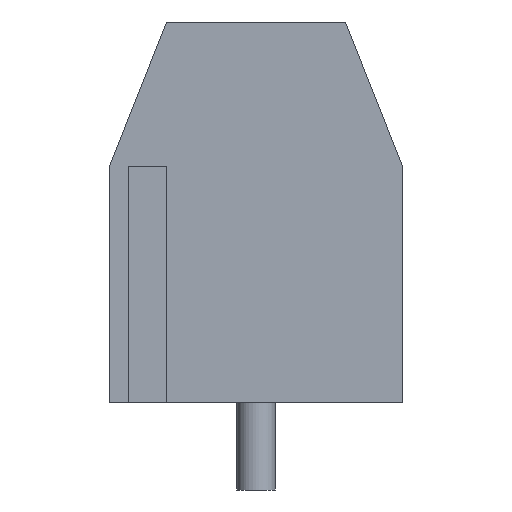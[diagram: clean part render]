
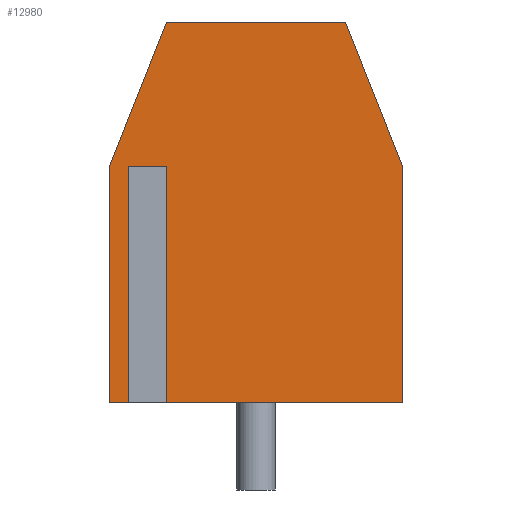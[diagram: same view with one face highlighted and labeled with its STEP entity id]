
A CAD part, left-side view. The second image highlights one B-rep face of the part: STEP entity #12980.
In plain terms, the highlighted planar face has unit normal (-1, 0, 0).
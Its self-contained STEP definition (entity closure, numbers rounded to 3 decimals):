
#10666 = VECTOR ( 'NONE', #11185, 1000. ) ;
#11018 = CARTESIAN_POINT ( 'NONE',  ( -2.5, 3.85, 6.2 ) ) ;
#11019 = DIRECTION ( 'NONE',  ( 0., 0., 1. ) ) ;
#11020 = VECTOR ( 'NONE', #11019, 1000. ) ;
#11021 = CARTESIAN_POINT ( 'NONE',  ( -2.5, 3.85, 0. ) ) ;
#11022 = LINE ( 'NONE', #11021, #11020 ) ;
#11038 = DIRECTION ( 'NONE',  ( 0., 0., 1. ) ) ;
#11039 = DIRECTION ( 'NONE',  ( -1., 0., 0. ) ) ;
#11040 = CARTESIAN_POINT ( 'NONE',  ( -2.5, -3.85, 0. ) ) ;
#11041 = AXIS2_PLACEMENT_3D ( 'NONE', #11040, #11039, #11038 ) ;
#11042 = PLANE ( 'NONE',  #11041 ) ;
#11057 = FACE_OUTER_BOUND ( 'NONE', #12981, .T. ) ;
#11079 = CARTESIAN_POINT ( 'NONE',  ( -2.5, 3.85, 0. ) ) ;
#11080 = DIRECTION ( 'NONE',  ( 0., -1., 0. ) ) ;
#11081 = VECTOR ( 'NONE', #11080, 1000. ) ;
#11082 = CARTESIAN_POINT ( 'NONE',  ( -2.5, -3.85, 0. ) ) ;
#11083 = LINE ( 'NONE', #11082, #11081 ) ;
#11084 = CARTESIAN_POINT ( 'NONE',  ( -2.5, 3.35, 0. ) ) ;
#11094 = CARTESIAN_POINT ( 'NONE',  ( -2.5, 3.35, 6.2 ) ) ;
#11095 = DIRECTION ( 'NONE',  ( 0., 0., 1. ) ) ;
#11096 = VECTOR ( 'NONE', #11095, 1000. ) ;
#11097 = CARTESIAN_POINT ( 'NONE',  ( -2.5, 3.35, 0. ) ) ;
#11098 = LINE ( 'NONE', #11097, #11096 ) ;
#11112 = CARTESIAN_POINT ( 'NONE',  ( -2.5, 2.35, 0. ) ) ;
#11113 = DIRECTION ( 'NONE',  ( 0., 1., 0. ) ) ;
#11114 = VECTOR ( 'NONE', #11113, 1000. ) ;
#11115 = CARTESIAN_POINT ( 'NONE',  ( -2.5, 2.35, 0. ) ) ;
#11116 = LINE ( 'NONE', #11115, #11114 ) ;
#11117 = CARTESIAN_POINT ( 'NONE',  ( -2.5, -3.85, 0. ) ) ;
#11128 = CARTESIAN_POINT ( 'NONE',  ( -2.5, 2.35, 10. ) ) ;
#11129 = LINE ( 'NONE', #11128, #10666 ) ;
#11130 = CARTESIAN_POINT ( 'NONE',  ( -2.5, 2.35, 10. ) ) ;
#11131 = DIRECTION ( 'NONE',  ( 0., 1., 0. ) ) ;
#11132 = VECTOR ( 'NONE', #11131, 1000. ) ;
#11133 = CARTESIAN_POINT ( 'NONE',  ( -2.5, -3.85, 10. ) ) ;
#11134 = LINE ( 'NONE', #11133, #11132 ) ;
#11185 = DIRECTION ( 'NONE',  ( 0., 0.367, -0.93 ) ) ;
#11201 = CARTESIAN_POINT ( 'NONE',  ( -2.5, -2.35, 10. ) ) ;
#11202 = DIRECTION ( 'NONE',  ( 0., 0.367, 0.93 ) ) ;
#11203 = VECTOR ( 'NONE', #11202, 1000. ) ;
#11204 = CARTESIAN_POINT ( 'NONE',  ( -2.5, -3.85, 6.2 ) ) ;
#11205 = LINE ( 'NONE', #11204, #11203 ) ;
#11206 = CARTESIAN_POINT ( 'NONE',  ( -2.5, -3.85, 6.2 ) ) ;
#11207 = DIRECTION ( 'NONE',  ( 0., 0., 1. ) ) ;
#11208 = VECTOR ( 'NONE', #11207, 1000. ) ;
#11209 = CARTESIAN_POINT ( 'NONE',  ( -2.5, -3.85, 0. ) ) ;
#11210 = LINE ( 'NONE', #11209, #11208 ) ;
#11211 = DIRECTION ( 'NONE',  ( 0., 0., -1. ) ) ;
#11212 = VECTOR ( 'NONE', #11211, 1000. ) ;
#11213 = CARTESIAN_POINT ( 'NONE',  ( -2.5, 2.35, 0. ) ) ;
#11214 = LINE ( 'NONE', #11213, #11212 ) ;
#11215 = CARTESIAN_POINT ( 'NONE',  ( -2.5, 2.35, 6.2 ) ) ;
#11216 = DIRECTION ( 'NONE',  ( 0., -1., 0. ) ) ;
#11217 = VECTOR ( 'NONE', #11216, 1000. ) ;
#11218 = CARTESIAN_POINT ( 'NONE',  ( -2.5, -3.85, 6.2 ) ) ;
#11219 = LINE ( 'NONE', #11218, #11217 ) ;
#12973 = EDGE_CURVE ( 'NONE', #12993, #12974, #11022, .T. ) ;
#12974 = VERTEX_POINT ( 'NONE', #11018 ) ;
#12980 = ADVANCED_FACE ( 'NONE', ( #11057 ), #11042, .T. ) ;
#12981 = EDGE_LOOP ( 'NONE', ( #12982, #13046, #13049, #13051, #13052, #13055, #13032, #13035, #13037, #13038 ) ) ;
#12982 = ORIENTED_EDGE ( 'NONE', *, *, #12983, .T. ) ;
#12983 = EDGE_CURVE ( 'NONE', #12990, #12984, #11098, .T. ) ;
#12984 = VERTEX_POINT ( 'NONE', #11094 ) ;
#12990 = VERTEX_POINT ( 'NONE', #11084 ) ;
#12992 = EDGE_CURVE ( 'NONE', #12993, #12990, #11083, .T. ) ;
#12993 = VERTEX_POINT ( 'NONE', #11079 ) ;
#13007 = VERTEX_POINT ( 'NONE', #11117 ) ;
#13009 = EDGE_CURVE ( 'NONE', #13007, #13010, #11116, .T. ) ;
#13010 = VERTEX_POINT ( 'NONE', #11112 ) ;
#13032 = ORIENTED_EDGE ( 'NONE', *, *, #13033, .T. ) ;
#13033 = EDGE_CURVE ( 'NONE', #13057, #13034, #11134, .T. ) ;
#13034 = VERTEX_POINT ( 'NONE', #11130 ) ;
#13035 = ORIENTED_EDGE ( 'NONE', *, *, #13036, .T. ) ;
#13036 = EDGE_CURVE ( 'NONE', #13034, #12974, #11129, .T. ) ;
#13037 = ORIENTED_EDGE ( 'NONE', *, *, #12973, .F. ) ;
#13038 = ORIENTED_EDGE ( 'NONE', *, *, #12992, .T. ) ;
#13046 = ORIENTED_EDGE ( 'NONE', *, *, #13047, .T. ) ;
#13047 = EDGE_CURVE ( 'NONE', #12984, #13048, #11219, .T. ) ;
#13048 = VERTEX_POINT ( 'NONE', #11215 ) ;
#13049 = ORIENTED_EDGE ( 'NONE', *, *, #13050, .T. ) ;
#13050 = EDGE_CURVE ( 'NONE', #13048, #13010, #11214, .T. ) ;
#13051 = ORIENTED_EDGE ( 'NONE', *, *, #13009, .F. ) ;
#13052 = ORIENTED_EDGE ( 'NONE', *, *, #13053, .T. ) ;
#13053 = EDGE_CURVE ( 'NONE', #13007, #13054, #11210, .T. ) ;
#13054 = VERTEX_POINT ( 'NONE', #11206 ) ;
#13055 = ORIENTED_EDGE ( 'NONE', *, *, #13056, .T. ) ;
#13056 = EDGE_CURVE ( 'NONE', #13054, #13057, #11205, .T. ) ;
#13057 = VERTEX_POINT ( 'NONE', #11201 ) ;
